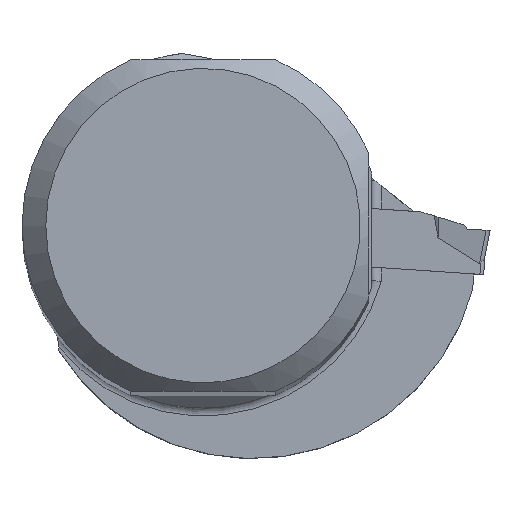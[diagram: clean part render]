
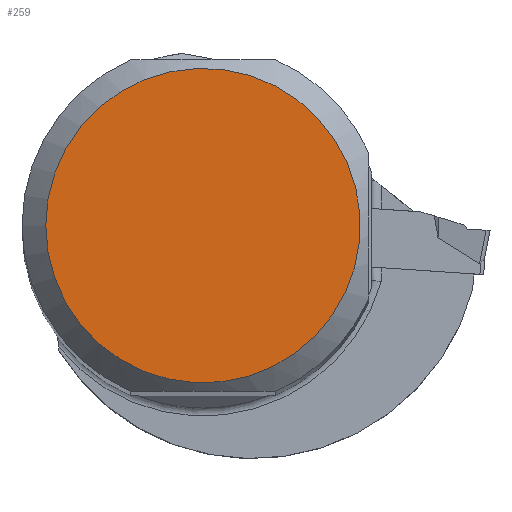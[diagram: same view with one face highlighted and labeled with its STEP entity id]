
A CAD part, top view. The second image highlights one B-rep face of the part: STEP entity #259.
In plain terms, the highlighted planar face has unit normal (0, 0, 1).
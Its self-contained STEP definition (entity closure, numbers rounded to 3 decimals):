
#171=FACE_OUTER_BOUND('',#475,.T.);
#259=ADVANCED_FACE('TB_BL_N10_SU6',(#171),#339,.T.);
#339=PLANE('',#1918);
#387=CIRCLE('',#1913,16.55);
#475=EDGE_LOOP('',(#774));
#774=ORIENTED_EDGE('',*,*,#1373,.T.);
#1178=VERTEX_POINT('',#2853);
#1373=EDGE_CURVE('',#1178,#1178,#387,.T.);
#1913=AXIS2_PLACEMENT_3D('',#2852,#2213,#2214);
#1918=AXIS2_PLACEMENT_3D('',#2934,#2223,#2224);
#2213=DIRECTION('',(0.,0.,1.));
#2214=DIRECTION('',(-1.,0.,0.));
#2223=DIRECTION('',(0.,0.,1.));
#2224=DIRECTION('',(-1.,0.,0.));
#2852=CARTESIAN_POINT('',(0.,0.,0.));
#2853=CARTESIAN_POINT('',(-16.55,0.,0.));
#2934=CARTESIAN_POINT('',(0.,0.,0.));
